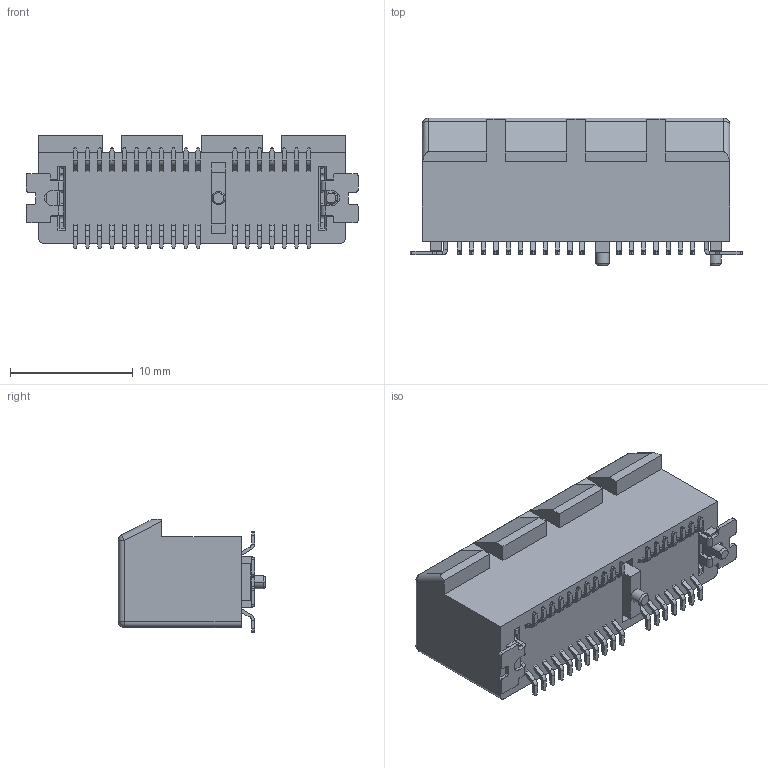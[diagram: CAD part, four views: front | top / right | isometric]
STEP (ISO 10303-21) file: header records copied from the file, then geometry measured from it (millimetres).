
FILE_DESCRIPTION(('FreeCAD Model'),'2;1');
FILE_NAME('Open CASCADE Shape Model','2023-02-02T19:05:20',(''),(''), 'Open CASCADE STEP processor 7.6','FreeCAD','Unknown');
FILE_SCHEMA(('AUTOMOTIVE_DESIGN { 1 0 10303 214 1 1 1 1 }'));
Length unit declared in the file: millimetre
Products named in the file (42): 10061913-XX0_ASM; SMT_POST_36_ASM_2_ASM; PCI-E_POST_36_5; PRT0032_8_ASM; PRT0032_8_1; PRT0032_8_2; PRT0032_8_ASM001; PRT0032_8_ASM002; PRT0032_8_ASM003; PRT0032_8_ASM004; PRT0032_8_ASM005; PRT0032_8_ASM006; PRT0032_8_ASM007; PRT0032_8_ASM008; PRT0032_8_ASM009; PRT0032_8_ASM010; PRT0032_8_ASM011; PRT0032_8_ASM012; PRT0032_8_ASM013; PRT0032_8_ASM014; PRT0032_8_ASM015; PRT0032_8_ASM016; PRT0032_8_ASM017; PRT0032_8_ASM018; PRT0032_8_ASM019; PRT0032_8_ASM020; PRT0032_8_ASM021; PRT0032_8_ASM022; PRT0032_8_ASM023; PRT0032_8_ASM024; PRT0032_8_ASM025; PRT0032_8_ASM026; PRT0032_8_ASM027; PRT0032_8_ASM028; PRT0032_8_ASM029; PRT0032_8_ASM030; PRT0032_8_ASM031; PRT0032_8_ASM032; PRT0032_8_ASM033; PRT0032_8_ASM034 ...
Assembly tree (112 placements, depth 4):
  10061913-XX0_ASM
    SMT_POST_36_ASM_2_ASM
      PCI-E_POST_36_5
      PRT0032_8_ASM
        PRT0032_8_1
        PRT0032_8_2
      PRT0032_8_ASM001
        PRT0032_8_1
        PRT0032_8_2
      PRT0032_8_ASM002
        PRT0032_8_1
        PRT0032_8_2
      PRT0032_8_ASM003
        PRT0032_8_1
        PRT0032_8_2
      PRT0032_8_ASM004
        PRT0032_8_1
        PRT0032_8_2
      PRT0032_8_ASM005
        PRT0032_8_1
        PRT0032_8_2
      PRT0032_8_ASM006
        PRT0032_8_1
        PRT0032_8_2
      PRT0032_8_ASM007
        PRT0032_8_1
        PRT0032_8_2
      PRT0032_8_ASM008
        PRT0032_8_1
        PRT0032_8_2
      PRT0032_8_ASM009
        PRT0032_8_1
        PRT0032_8_2
      PRT0032_8_ASM010
        PRT0032_8_1
        PRT0032_8_2
      PRT0032_8_ASM011
        PRT0032_8_1
        PRT0032_8_2
      PRT0032_8_ASM012
        PRT0032_8_1
        PRT0032_8_2
      PRT0032_8_ASM013
        PRT0032_8_1
        PRT0032_8_2
      PRT0032_8_ASM014
        PRT0032_8_1
        PRT0032_8_2
      PRT0032_8_ASM015
        PRT0032_8_1
        PRT0032_8_2
      PRT0032_8_ASM016
        PRT0032_8_1
        PRT0032_8_2
      PRT0032_8_ASM017
        PRT0032_8_1
        PRT0032_8_2
      PRT0032_8_ASM018
        PRT0032_8_1
        PRT0032_8_2
Bounding box: 27 x 12 x 9.2 mm (x, y, z)
Volume: 1659.6 mm3; surface area: 1889.8 mm2
Topology: 75 solids, 75 shells, 1558 faces, 3652 edges, 2242 vertices
Faces by surface type: plane 1064, cylinder 342, bspline 144, sphere 4, cone 4
Entity records: 15623 total; most frequent: CARTESIAN_POINT 3219, DIRECTION 2132, LINE 1263, VECTOR 1263, ORIENTED_EDGE 1030, PCURVE 1030, DEFINITIONAL_REPRESENTATION 1030, EDGE_CURVE 515
